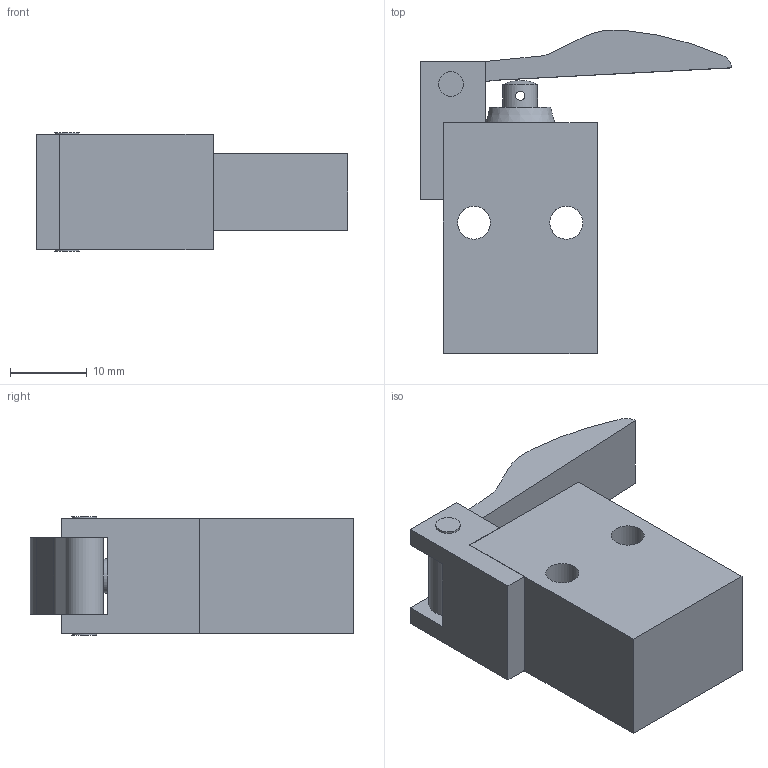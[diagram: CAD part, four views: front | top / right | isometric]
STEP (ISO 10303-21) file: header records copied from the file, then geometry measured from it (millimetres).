
FILE_DESCRIPTION(/* description */ ('STEP AP214'),/* implementation_level */ '2;1');
FILE_NAME(/* name */ '6758_TH-3-M5',/* time_stamp */ '2024-09-10T08:54:29+02:00',/* author */ ('License CC BY-ND 4.0'),/* organization */ ('CADENAS'),/* preprocessor_version */ 'ST-DEVELOPER v19.3',/* originating_system */ 'PARTsolutions',/* authorisation */ ' ');
FILE_SCHEMA (('AUTOMOTIVE_DESIGN {1 0 10303 214 3 1 1}'));
Length unit declared in the file: millimetre
Products named in the file (1): 6758 TH-3-M5---(0)
Bounding box: 40.5 x 42 x 15.4 mm (x, y, z)
Volume: 10996.8 mm3; surface area: 4852.2 mm2
Topology: 1 solids, 1 shells, 45 faces, 118 edges, 76 vertices
Faces by surface type: plane 27, cylinder 14, cone 3, sphere 1
Full cylindrical faces by diameter (mm): 1.2 x1, 3.2 x2, 4.134 x2, 4.3 x2, 4.5 x1
Entity records: 1341 total; most frequent: CARTESIAN_POINT 239, DIRECTION 223, ORIENTED_EDGE 202, EDGE_CURVE 101, AXIS2_PLACEMENT_3D 78, VERTEX_POINT 72, LINE 67, VECTOR 67
